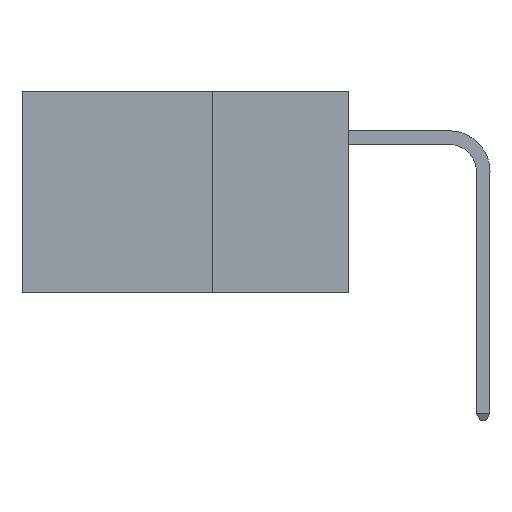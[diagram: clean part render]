
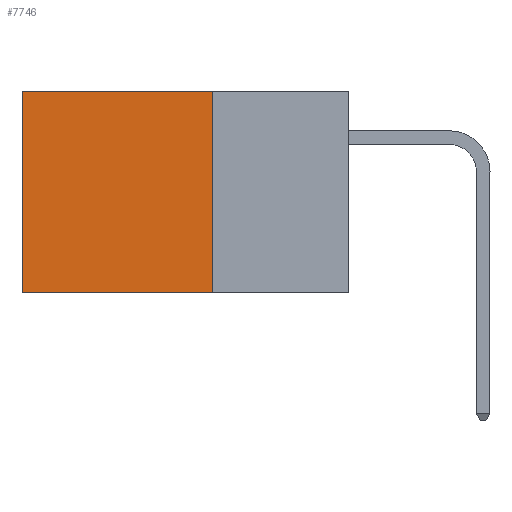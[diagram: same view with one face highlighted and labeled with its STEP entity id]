
A CAD part, left-side view. The second image highlights one B-rep face of the part: STEP entity #7746.
In plain terms, the highlighted planar face has unit normal (-1, 0, 0).
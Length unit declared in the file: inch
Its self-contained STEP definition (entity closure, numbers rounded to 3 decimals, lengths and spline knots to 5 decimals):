
#1050 = ORIENTED_EDGE ( 'NONE', *, *, #15436, .F. ) ;
#1234 = VECTOR ( 'NONE', #3187, 39.37008 ) ;
#1747 = CARTESIAN_POINT ( 'NONE',  ( 0.2875, 0.6, 0. ) ) ;
#3175 = CARTESIAN_POINT ( 'NONE',  ( 0.2875, 0.25, 0. ) ) ;
#3187 = DIRECTION ( 'NONE',  ( 0., 0., -1. ) ) ;
#3371 = LINE ( 'NONE', #12495, #8967 ) ;
#4079 = LINE ( 'NONE', #11200, #23359 ) ;
#5391 = VERTEX_POINT ( 'NONE', #18568 ) ;
#7746 = ADVANCED_FACE ( 'NONE', ( #15734 ), #21869, .F. ) ;
#8724 = ORIENTED_EDGE ( 'NONE', *, *, #16084, .T. ) ;
#8967 = VECTOR ( 'NONE', #10558, 39.37008 ) ;
#9376 = VECTOR ( 'NONE', #24081, 39.37008 ) ;
#9888 = ORIENTED_EDGE ( 'NONE', *, *, #12361, .F. ) ;
#10547 = VERTEX_POINT ( 'NONE', #21596 ) ;
#10558 = DIRECTION ( 'NONE',  ( 0., 0., -1. ) ) ;
#11200 = CARTESIAN_POINT ( 'NONE',  ( 0.2875, 0.25, -0.37 ) ) ;
#11768 = ORIENTED_EDGE ( 'NONE', *, *, #19801, .T. ) ;
#12361 = EDGE_CURVE ( 'NONE', #17473, #5391, #3371, .T. ) ;
#12495 = CARTESIAN_POINT ( 'NONE',  ( 0.2875, 0.25, 0. ) ) ;
#12601 = DIRECTION ( 'NONE',  ( 0., 0., -1. ) ) ;
#14425 = VERTEX_POINT ( 'NONE', #1747 ) ;
#14893 = LINE ( 'NONE', #22240, #9376 ) ;
#15436 = EDGE_CURVE ( 'NONE', #5391, #10547, #4079, .T. ) ;
#15734 = FACE_OUTER_BOUND ( 'NONE', #19377, .T. ) ;
#16084 = EDGE_CURVE ( 'NONE', #17473, #14425, #14893, .T. ) ;
#16175 = LINE ( 'NONE', #18164, #1234 ) ;
#17052 = AXIS2_PLACEMENT_3D ( 'NONE', #3175, #23710, #12601 ) ;
#17473 = VERTEX_POINT ( 'NONE', #19206 ) ;
#18164 = CARTESIAN_POINT ( 'NONE',  ( 0.2875, 0.6, 0. ) ) ;
#18568 = CARTESIAN_POINT ( 'NONE',  ( 0.2875, 0.25, -0.37 ) ) ;
#19206 = CARTESIAN_POINT ( 'NONE',  ( 0.2875, 0.25, 0. ) ) ;
#19377 = EDGE_LOOP ( 'NONE', ( #11768, #1050, #9888, #8724 ) ) ;
#19801 = EDGE_CURVE ( 'NONE', #14425, #10547, #16175, .T. ) ;
#21596 = CARTESIAN_POINT ( 'NONE',  ( 0.2875, 0.6, -0.37 ) ) ;
#21869 = PLANE ( 'NONE',  #17052 ) ;
#22240 = CARTESIAN_POINT ( 'NONE',  ( 0.2875, 0.25, 0. ) ) ;
#22435 = DIRECTION ( 'NONE',  ( 0., 1., 0. ) ) ;
#23359 = VECTOR ( 'NONE', #22435, 39.37008 ) ;
#23710 = DIRECTION ( 'NONE',  ( 1., 0., 0. ) ) ;
#24081 = DIRECTION ( 'NONE',  ( 0., 1., 0. ) ) ;
